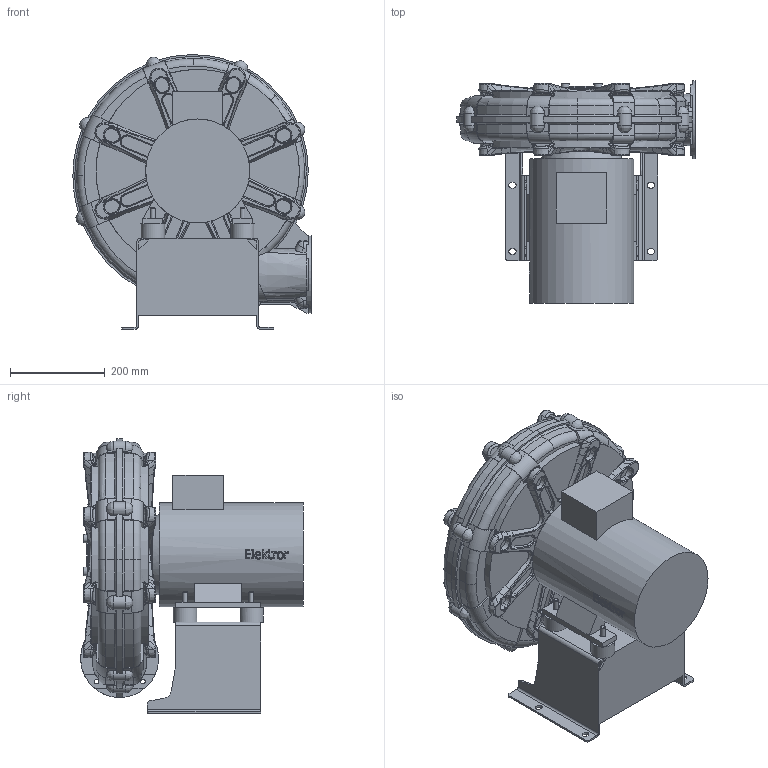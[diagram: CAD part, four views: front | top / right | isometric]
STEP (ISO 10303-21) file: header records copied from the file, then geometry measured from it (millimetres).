
FILE_DESCRIPTION((''),'2;1');
FILE_NAME('AttTemp.stp','2014-08-19T16:43:20',('Long'),(''),'Autodesk Inventor 2012','Autodesk Inventor 2012','');
FILE_SCHEMA(('AUTOMOTIVE_DESIGN { 1 0 10303 214 1 1 1 1 }'));
Length unit declared in the file: millimetre
Products named in the file (1): 01-TB-10013A
Bounding box: 504 x 471 x 581 mm (x, y, z)
Volume: 38103633.8 mm3; surface area: 1572749.4 mm2
Topology: 1 solids, 19 shells, 2756 faces, 7240 edges, 4541 vertices
Faces by surface type: bspline 1190, plane 816, cylinder 345, torus 226, cone 179
Full cylindrical faces by diameter (mm): 7.459 x4, 8.38 x8, 9.5 x4, 10 x12, 12 x4, 12.5 x4, 17.8 x8, 50 x4, 100 x2, 140 x2, 162 x1, 165 x1, 178 x1, 215 x1, 220 x1
Entity records: 119894 total; most frequent: CARTESIAN_POINT 57413, ORIENTED_EDGE 14208, DIRECTION 9479, EDGE_CURVE 7104, VERTEX_POINT 4508, AXIS2_PLACEMENT_3D 3674, EDGE_LOOP 2966, STYLED_ITEM 2757
